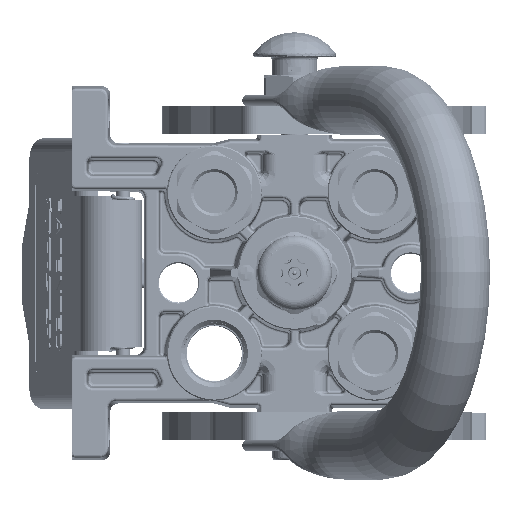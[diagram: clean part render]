
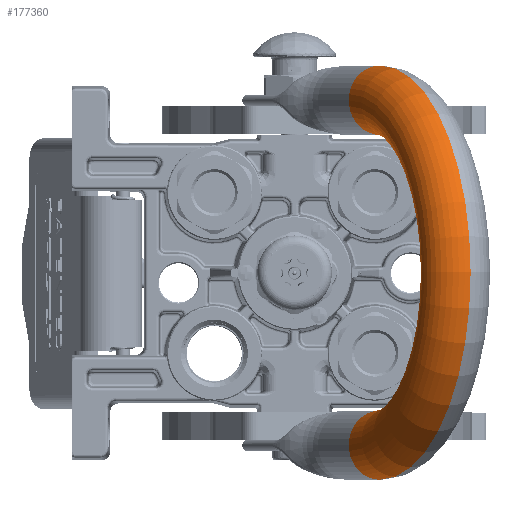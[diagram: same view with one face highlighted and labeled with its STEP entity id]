
A CAD part, top view. The second image highlights one B-rep face of the part: STEP entity #177360.
In plain terms, the highlighted toroidal (fillet/blend) face has major radius 62.25 mm and minor radius 12.5 mm.
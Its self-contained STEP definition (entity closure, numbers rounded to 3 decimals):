
#2204 = VERTEX_POINT ( 'NONE', #129343 ) ;
#6496 = AXIS2_PLACEMENT_3D ( 'NONE', #169181, #73615, #90683 ) ;
#6626 = TOROIDAL_SURFACE ( 'NONE', #139019, 62.25, 12.5 ) ;
#9688 = ORIENTED_EDGE ( 'NONE', *, *, #47946, .T. ) ;
#14481 = EDGE_LOOP ( 'NONE', ( #9688, #175669, #124003, #139488 ) ) ;
#19858 = AXIS2_PLACEMENT_3D ( 'NONE', #141946, #60743, #157713 ) ;
#30677 = CARTESIAN_POINT ( 'NONE',  ( 0., 0., 25.25 ) ) ;
#32081 = CARTESIAN_POINT ( 'NONE',  ( 0., 0., 25.25 ) ) ;
#32573 = AXIS2_PLACEMENT_3D ( 'NONE', #30677, #142578, #60679 ) ;
#47946 = EDGE_CURVE ( 'NONE', #62289, #165464, #85609, .T. ) ;
#60679 = DIRECTION ( 'NONE',  ( -1., 0., 0. ) ) ;
#60743 = DIRECTION ( 'NONE',  ( 0., 0., 1. ) ) ;
#62289 = VERTEX_POINT ( 'NONE', #128557 ) ;
#73615 = DIRECTION ( 'NONE',  ( 0., 0., -1. ) ) ;
#79485 = CIRCLE ( 'NONE', #19858, 12.5 ) ;
#83945 = CARTESIAN_POINT ( 'NONE',  ( 74.75, 0., 25.25 ) ) ;
#85609 = CIRCLE ( 'NONE', #124070, 49.75 ) ;
#90683 = DIRECTION ( 'NONE',  ( 1., 0., 0. ) ) ;
#92508 = CIRCLE ( 'NONE', #6496, 12.5 ) ;
#94545 = EDGE_CURVE ( 'NONE', #2204, #62289, #79485, .T. ) ;
#98974 = DIRECTION ( 'NONE',  ( 1., 0., 0. ) ) ;
#114642 = EDGE_CURVE ( 'NONE', #149183, #165464, #92508, .T. ) ;
#124003 = ORIENTED_EDGE ( 'NONE', *, *, #143876, .F. ) ;
#124070 = AXIS2_PLACEMENT_3D ( 'NONE', #211305, #144916, #194219 ) ;
#128557 = CARTESIAN_POINT ( 'NONE',  ( -49.75, 0., 25.25 ) ) ;
#129343 = CARTESIAN_POINT ( 'NONE',  ( -74.75, 0., 25.25 ) ) ;
#139019 = AXIS2_PLACEMENT_3D ( 'NONE', #32081, #163983, #98974 ) ;
#139488 = ORIENTED_EDGE ( 'NONE', *, *, #94545, .T. ) ;
#141946 = CARTESIAN_POINT ( 'NONE',  ( -62.25, 0., 25.25 ) ) ;
#142578 = DIRECTION ( 'NONE',  ( 0., 1., 0. ) ) ;
#143876 = EDGE_CURVE ( 'NONE', #2204, #149183, #170345, .T. ) ;
#144916 = DIRECTION ( 'NONE',  ( 0., 1., 0. ) ) ;
#149183 = VERTEX_POINT ( 'NONE', #83945 ) ;
#157713 = DIRECTION ( 'NONE',  ( -1., 0., 0. ) ) ;
#163983 = DIRECTION ( 'NONE',  ( 0., 1., 0. ) ) ;
#165464 = VERTEX_POINT ( 'NONE', #172603 ) ;
#167515 = FACE_OUTER_BOUND ( 'NONE', #14481, .T. ) ;
#169181 = CARTESIAN_POINT ( 'NONE',  ( 62.25, 0., 25.25 ) ) ;
#170345 = CIRCLE ( 'NONE', #32573, 74.75 ) ;
#172603 = CARTESIAN_POINT ( 'NONE',  ( 49.75, 0., 25.25 ) ) ;
#175669 = ORIENTED_EDGE ( 'NONE', *, *, #114642, .F. ) ;
#177360 = ADVANCED_FACE ( 'NONE', ( #167515 ), #6626, .T. ) ;
#194219 = DIRECTION ( 'NONE',  ( -1., 0., 0. ) ) ;
#211305 = CARTESIAN_POINT ( 'NONE',  ( 0., 0., 25.25 ) ) ;
